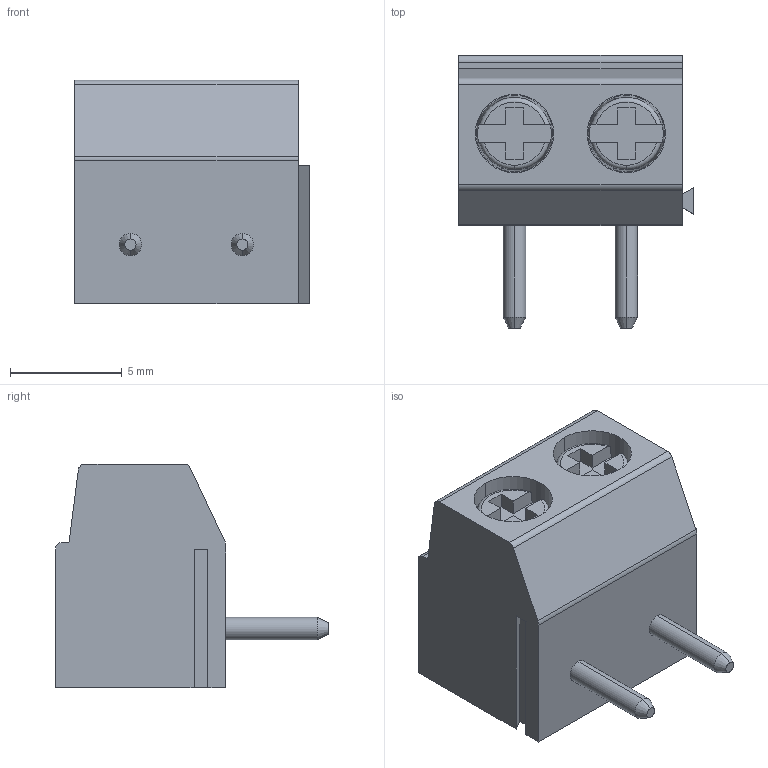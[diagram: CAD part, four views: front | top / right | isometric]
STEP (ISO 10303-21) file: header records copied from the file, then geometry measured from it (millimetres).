
FILE_DESCRIPTION (( 'STEP AP214' ), '1' );
FILE_NAME ('CUI_DEVICES_TB002V-500-P02GR.step', '2019-10-21T06:28:22', ( '' ), ( '' ), 'SwSTEP 2.0', 'SolidWorks 2019', '' );
FILE_SCHEMA (( 'AUTOMOTIVE_DESIGN' ));
Length unit declared in the file: millimetre
Products named in the file (2): CUI_DEVICES_TB002V-500-P02GR; TB002V-500-02P_Green - P
Assembly tree (1 placements, depth 2):
  CUI_DEVICES_TB002V-500-P02GR
    TB002V-500-02P_Green - P
Bounding box: 10.5 x 12.2 x 10 mm (x, y, z)
Volume: 625.4 mm3; surface area: 693.8 mm2
Topology: 1 solids, 1 shells, 133 faces, 341 edges, 220 vertices
Faces by surface type: plane 83, cylinder 28, torus 10, cone 8, bspline 4
Entity records: 4640 total; most frequent: CARTESIAN_POINT 954, ORIENTED_EDGE 682, DIRECTION 631, EDGE_CURVE 341, VERTEX_POINT 220, LINE 213, VECTOR 213, AXIS2_PLACEMENT_3D 209
